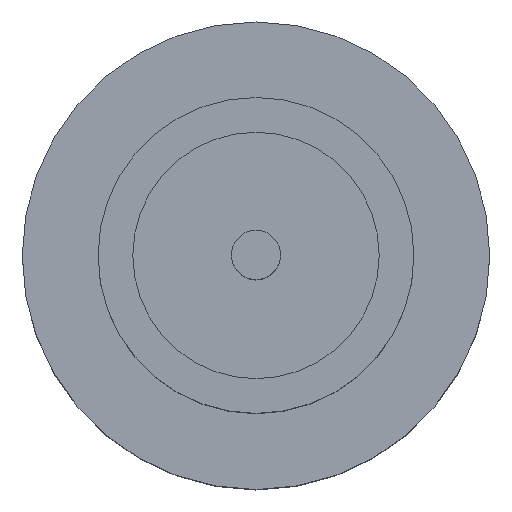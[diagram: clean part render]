
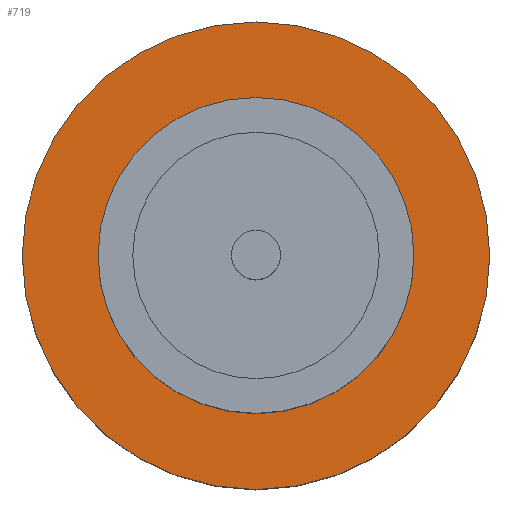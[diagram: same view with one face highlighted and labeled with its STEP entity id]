
A CAD part, top view. The second image highlights one B-rep face of the part: STEP entity #719.
In plain terms, the highlighted planar face has unit normal (0, 0, 1).
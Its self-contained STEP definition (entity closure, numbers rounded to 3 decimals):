
#38 = DIRECTION ( 'NONE',  ( 1., 0., 0. ) ) ;
#50 = CARTESIAN_POINT ( 'NONE',  ( 0., 0., 1.55 ) ) ;
#57 = AXIS2_PLACEMENT_3D ( 'NONE', #332, #212, #208 ) ;
#61 = AXIS2_PLACEMENT_3D ( 'NONE', #733, #319, #83 ) ;
#63 = VERTEX_POINT ( 'NONE', #603 ) ;
#64 = VERTEX_POINT ( 'NONE', #666 ) ;
#65 = EDGE_CURVE ( 'NONE', #63, #179, #284, .T. ) ;
#83 = DIRECTION ( 'NONE',  ( 1., 0., 0. ) ) ;
#115 = ORIENTED_EDGE ( 'NONE', *, *, #287, .T. ) ;
#148 = CIRCLE ( 'NONE', #478, 1.85 ) ;
#179 = VERTEX_POINT ( 'NONE', #315 ) ;
#208 = DIRECTION ( 'NONE',  ( 1., 0., 0. ) ) ;
#212 = DIRECTION ( 'NONE',  ( 0., 0., 1. ) ) ;
#230 = AXIS2_PLACEMENT_3D ( 'NONE', #50, #449, #457 ) ;
#274 = CIRCLE ( 'NONE', #604, 1.25 ) ;
#276 = CARTESIAN_POINT ( 'NONE',  ( 0., 0., 1.55 ) ) ;
#284 = CIRCLE ( 'NONE', #61, 1.85 ) ;
#287 = EDGE_CURVE ( 'NONE', #179, #63, #148, .T. ) ;
#315 = CARTESIAN_POINT ( 'NONE',  ( 1.85, 0., 1.55 ) ) ;
#319 = DIRECTION ( 'NONE',  ( 0., 0., 1. ) ) ;
#323 = ORIENTED_EDGE ( 'NONE', *, *, #722, .F. ) ;
#332 = CARTESIAN_POINT ( 'NONE',  ( 0., 0., 1.55 ) ) ;
#334 = ORIENTED_EDGE ( 'NONE', *, *, #557, .F. ) ;
#353 = EDGE_LOOP ( 'NONE', ( #574, #115 ) ) ;
#418 = EDGE_LOOP ( 'NONE', ( #334, #323 ) ) ;
#428 = DIRECTION ( 'NONE',  ( 1., 0., 0. ) ) ;
#449 = DIRECTION ( 'NONE',  ( 0., 0., 1. ) ) ;
#457 = DIRECTION ( 'NONE',  ( 1., 0., 0. ) ) ;
#461 = PLANE ( 'NONE',  #57 ) ;
#464 = CIRCLE ( 'NONE', #230, 1.25 ) ;
#478 = AXIS2_PLACEMENT_3D ( 'NONE', #276, #688, #38 ) ;
#557 = EDGE_CURVE ( 'NONE', #64, #647, #274, .T. ) ;
#574 = ORIENTED_EDGE ( 'NONE', *, *, #65, .T. ) ;
#603 = CARTESIAN_POINT ( 'NONE',  ( -1.85, 0., 1.55 ) ) ;
#604 = AXIS2_PLACEMENT_3D ( 'NONE', #650, #721, #428 ) ;
#611 = CARTESIAN_POINT ( 'NONE',  ( -1.25, 0., 1.55 ) ) ;
#645 = FACE_BOUND ( 'NONE', #418, .T. ) ;
#647 = VERTEX_POINT ( 'NONE', #611 ) ;
#650 = CARTESIAN_POINT ( 'NONE',  ( 0., 0., 1.55 ) ) ;
#666 = CARTESIAN_POINT ( 'NONE',  ( 1.25, 0., 1.55 ) ) ;
#688 = DIRECTION ( 'NONE',  ( 0., 0., 1. ) ) ;
#694 = FACE_OUTER_BOUND ( 'NONE', #353, .T. ) ;
#719 = ADVANCED_FACE ( 'NONE', ( #645, #694 ), #461, .T. ) ;
#721 = DIRECTION ( 'NONE',  ( 0., 0., 1. ) ) ;
#722 = EDGE_CURVE ( 'NONE', #647, #64, #464, .T. ) ;
#733 = CARTESIAN_POINT ( 'NONE',  ( 0., 0., 1.55 ) ) ;
